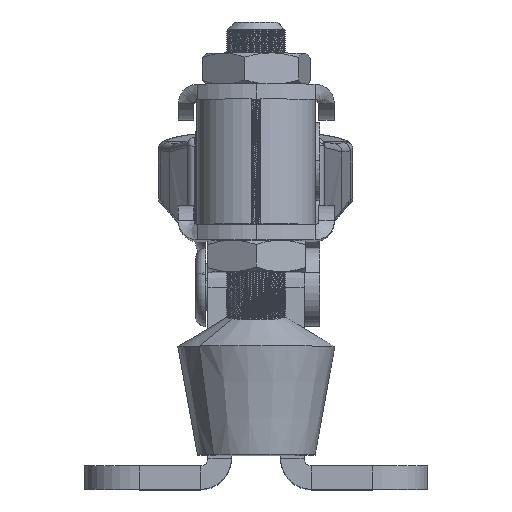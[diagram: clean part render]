
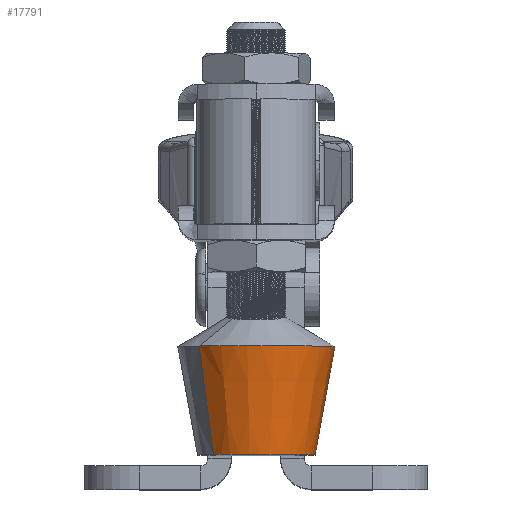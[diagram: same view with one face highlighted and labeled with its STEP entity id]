
A CAD part, top view. The second image highlights one B-rep face of the part: STEP entity #17791.
In plain terms, the highlighted conical face has half-angle 10.305 degrees and reference radius 7 mm.
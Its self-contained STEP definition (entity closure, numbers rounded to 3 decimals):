
#2830=CIRCLE('',#18539,8.);
#2831=CIRCLE('',#18540,6.);
#4475=VERTEX_POINT('',#345635);
#4476=VERTEX_POINT('',#345636);
#4477=VERTEX_POINT('',#345638);
#4478=VERTEX_POINT('',#345640);
#5550=VECTOR('',#353398,1.);
#5551=VECTOR('',#353401,1.);
#6506=LINE('',#345634,#5550);
#6507=LINE('',#345639,#5551);
#8925=EDGE_CURVE('',#4475,#4476,#6506,.T.);
#8926=EDGE_CURVE('',#4476,#4477,#2830,.T.);
#8927=EDGE_CURVE('',#4477,#4478,#6507,.T.);
#8928=EDGE_CURVE('',#4475,#4478,#2831,.T.);
#13896=ORIENTED_EDGE('',*,*,#8925,.T.);
#13897=ORIENTED_EDGE('',*,*,#8926,.T.);
#13898=ORIENTED_EDGE('',*,*,#8927,.T.);
#13899=ORIENTED_EDGE('',*,*,#8928,.F.);
#15623=EDGE_LOOP('',(#13896,#13897,#13898,#13899));
#16738=FACE_BOUND('',#15623,.T.);
#17791=ADVANCED_FACE('',(#16738),#354196,.T.);
#18538=AXIS2_PLACEMENT_3D('',#345633,#353396,#353397);
#18539=AXIS2_PLACEMENT_3D('',#345637,#353399,#353400);
#18540=AXIS2_PLACEMENT_3D('',#345641,#353402,#353403);
#345633=CARTESIAN_POINT('',(-2.469,-12.839,76.549));
#345634=CARTESIAN_POINT('',(1.89,-18.295,72.369));
#345635=CARTESIAN_POINT('',(1.89,-18.295,72.369));
#345636=CARTESIAN_POINT('',(3.343,-7.281,71.11));
#345637=CARTESIAN_POINT('',(-2.469,-7.339,76.607));
#345638=CARTESIAN_POINT('',(-8.281,-7.397,82.104));
#345639=CARTESIAN_POINT('',(-8.281,-7.397,82.104));
#345640=CARTESIAN_POINT('',(-6.828,-18.382,80.614));
#345641=CARTESIAN_POINT('',(-2.469,-18.338,76.491));
#353396=DIRECTION('',(0.,1.,0.011));
#353397=DIRECTION('',(-5.086,-0.051,4.81));
#353398=DIRECTION('',(0.13,0.985,-0.113));
#353399=DIRECTION('',(0.,-1.,-0.011));
#353400=DIRECTION('',(5.812,0.058,-5.497));
#353401=DIRECTION('',(0.13,-0.983,-0.133));
#353402=DIRECTION('',(0.,-1.,-0.011));
#353403=DIRECTION('',(4.359,0.043,-4.123));
#354196=CONICAL_SURFACE('',#18538,7.,0.18);
